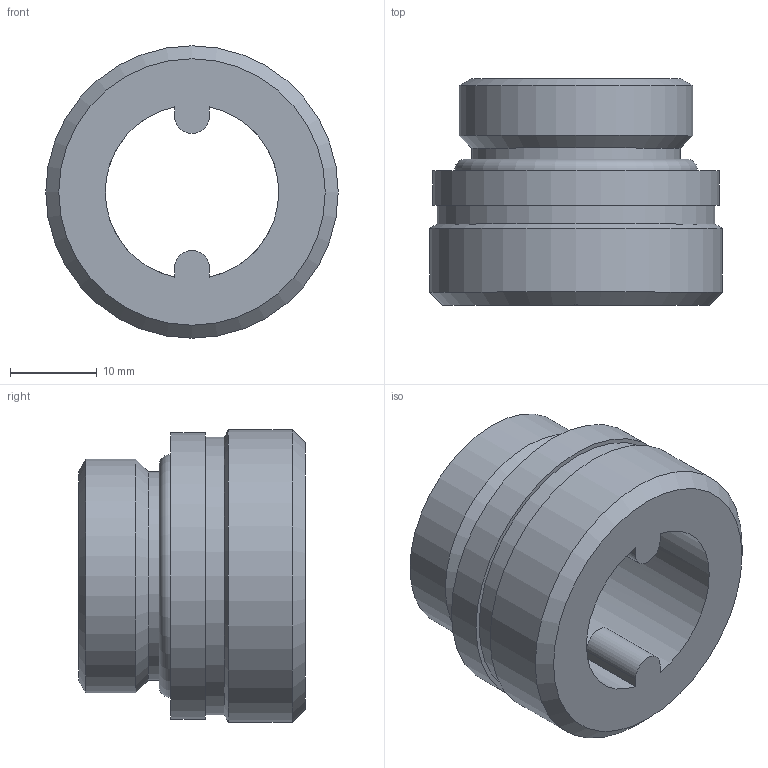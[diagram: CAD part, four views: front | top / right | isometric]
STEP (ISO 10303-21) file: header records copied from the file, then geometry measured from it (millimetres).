
FILE_DESCRIPTION(/* description */ ('Unknown','CAx-IF Rec.Pracs.---Representation and Presentation of Product Manufacturing Information (PMI)---4.0---2014-10-13','CAx-IF Rec.Pracs.---3D Tessellated Geometry---0.4---2014-09-14','2;1'),/* implementation_level */ '2;1');
FILE_NAME(/* name */ '98000723-56',/* time_stamp */ '2023-12-15T09:24:59+01:00',/* author */ ('Unknown'),/* organization */ ('Unknown'),/* preprocessor_version */ 'ST-DEVELOPER v18.102',/* originating_system */ 'Solid Edge',/* authorisation */ 'Unknown');
FILE_SCHEMA (('AP242_MANAGED_MODEL_BASED_3D_ENGINEERING_MIM_LF { 1 0 10303 442 1 1 4 }'));
Length unit declared in the file: millimetre
Products named in the file (4): 98000723-56; Stütze 3_4 x 1; StoppRing.1; O-Ring.1
Assembly tree (3 placements, depth 2):
  98000723-56
    Stütze 3_4 x 1
    StoppRing.1
    O-Ring.1
Bounding box: 33.7 x 26.1 x 33.7 mm (x, y, z)
Volume: 11039.6 mm3; surface area: 7232.9 mm2
Topology: 3 solids, 3 shells, 29 faces, 64 edges, 41 vertices
Faces by surface type: plane 12, cylinder 11, cone 5, torus 1
Full cylindrical faces by diameter (mm): 20 x1, 24 x1, 26.3 x1, 26.4 x1, 26.9 x1, 28 x1, 32 x1, 33 x1, 33.7 x1
Entity records: 948 total; most frequent: DIRECTION 142, CARTESIAN_POINT 115, ORIENTED_EDGE 86, AXIS2_PLACEMENT_3D 63, FACE_BOUND 49, EDGE_LOOP 48, EDGE_CURVE 43, VERTEX_POINT 36
